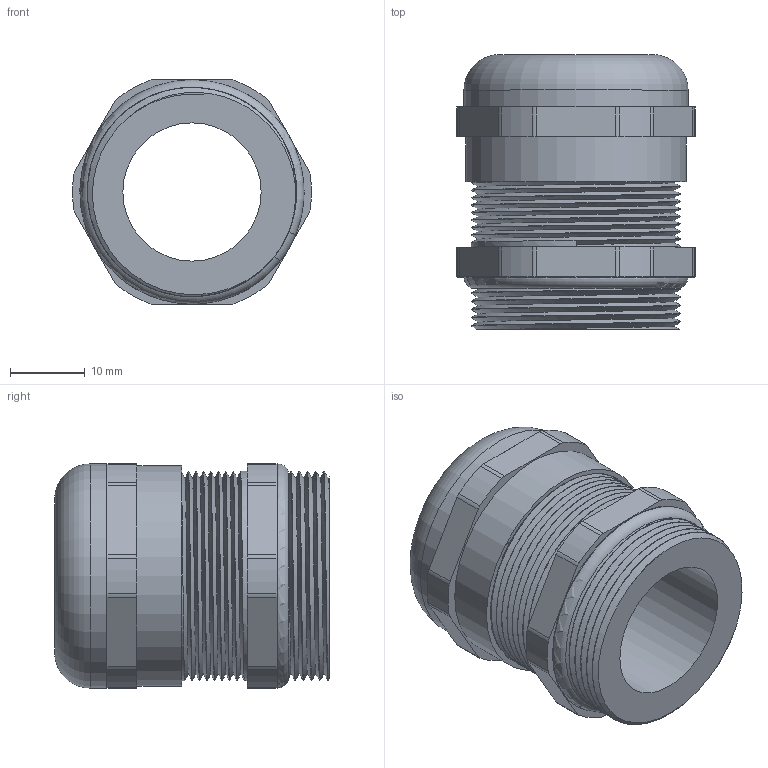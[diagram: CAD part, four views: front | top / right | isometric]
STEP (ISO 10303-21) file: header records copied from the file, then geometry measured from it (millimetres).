
FILE_DESCRIPTION (( 'STEP AP214' ), '1' );
FILE_NAME ('ZP-MC-CG-21M8.STEP', '2011-11-21T12:31:58', ( '.adc' ), ( '' ), 'SwSTEP 2.0', 'SolidWorks 2011', '' );
FILE_SCHEMA (( 'AUTOMOTIVE_DESIGN' ));
Length unit declared in the file: millimetre
Products named in the file (1): ZP-MC-CG-21M8
Bounding box: 31.96 x 36.75 x 30 mm (x, y, z)
Volume: 14105.5 mm3; surface area: 7959.1 mm2
Topology: 1 solids, 2 shells, 92 faces, 236 edges, 151 vertices
Faces by surface type: cylinder 48, plane 34, bspline 7, torus 3
Full cylindrical faces by diameter (mm): 18.5 x1, 29.5 x1, 30 x2
Entity records: 5531 total; most frequent: CARTESIAN_POINT 2430, DIRECTION 484, ORIENTED_EDGE 460, EDGE_CURVE 230, AXIS2_PLACEMENT_3D 190, VERTEX_POINT 150, LINE 104, CIRCLE 104
